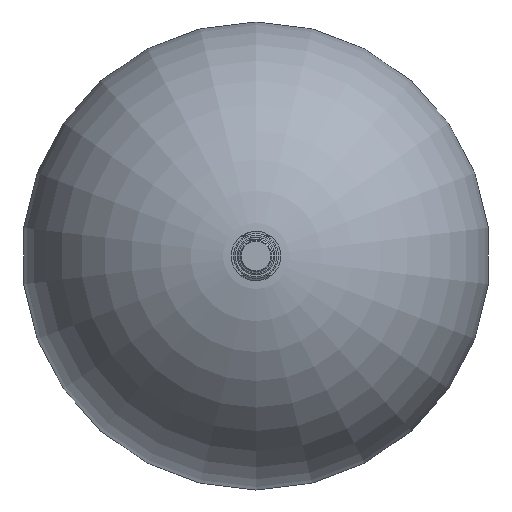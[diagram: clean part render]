
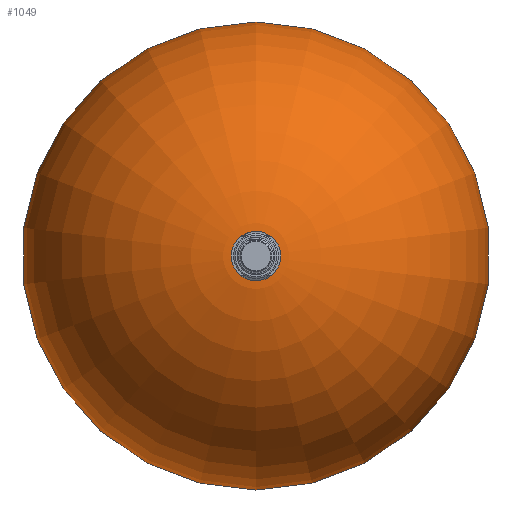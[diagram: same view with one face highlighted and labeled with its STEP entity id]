
A CAD part, left-side view. The second image highlights one B-rep face of the part: STEP entity #1049.
In plain terms, the highlighted toroidal (fillet/blend) face has major radius 2.003 mm and minor radius 120 mm.
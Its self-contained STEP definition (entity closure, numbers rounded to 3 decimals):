
#24=VERTEX_LOOP('',#410);
#25=DEGENERATE_TOROIDAL_SURFACE('',#1132,2.003,120.,.T.);
#95=CIRCLE('',#1133,16.5);
#164=ORIENTED_EDGE('',*,*,#325,.F.);
#325=EDGE_CURVE('',#409,#409,#95,.T.);
#409=VERTEX_POINT('',#1515);
#410=VERTEX_POINT('',#1516);
#513=EDGE_LOOP('',(#164));
#600=FACE_BOUND('',#513,.T.);
#601=FACE_BOUND('',#24,.T.);
#1049=ADVANCED_FACE('',(#600,#601),#25,.T.);
#1132=AXIS2_PLACEMENT_3D('',#1513,#1278,#1279);
#1133=AXIS2_PLACEMENT_3D('',#1514,#1280,#1281);
#1278=DIRECTION('',(-1.,0.,0.));
#1279=DIRECTION('',(0.,0.,1.));
#1280=DIRECTION('',(-1.,0.,0.));
#1281=DIRECTION('',(0.,0.,1.));
#1513=CARTESIAN_POINT('',(-61.983,0.,0.));
#1514=CARTESIAN_POINT('',(57.138,0.,0.));
#1515=CARTESIAN_POINT('',(57.138,0.,16.5));
#1516=CARTESIAN_POINT('',(58.,0.,0.));
